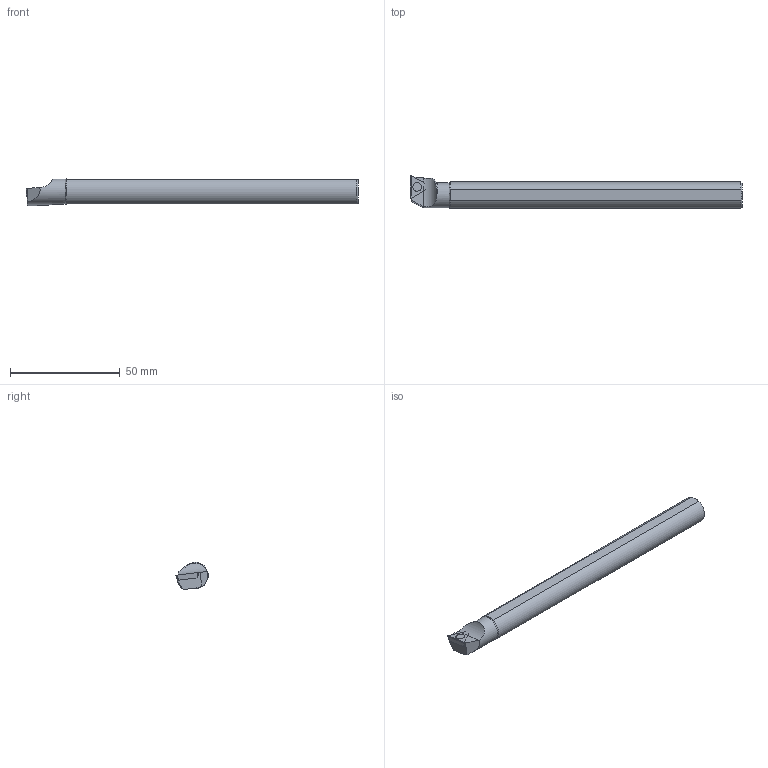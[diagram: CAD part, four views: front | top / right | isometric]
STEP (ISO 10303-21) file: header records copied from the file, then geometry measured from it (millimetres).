
FILE_DESCRIPTION(/* description */ (''),/* implementation_level */ '2;1');
FILE_NAME(/* name */ 'A12MSTFCL11_SIM.stp',/* time_stamp */ '2022-12-08T10:41:43+01:00',/* author */ (''),/* organization */ (''),/* preprocessor_version */ 'ST-DEVELOPER v18.102',/* originating_system */ 'SIEMENS PLM Software NX 2027',/* authorisation */ '');
FILE_SCHEMA (('AUTOMOTIVE_DESIGN { 1 0 10303 214 3 1 1 1 }'));
Length unit declared in the file: millimetre
Products named in the file (1): model1
Bounding box: 151.23 x 14.89 x 12.43 mm (x, y, z)
Volume: 16300.8 mm3; surface area: 5992.9 mm2
Topology: 2 solids, 2 shells, 36 faces, 88 edges, 56 vertices
Faces by surface type: plane 16, cylinder 11, cone 5, torus 4
Full cylindrical faces by diameter (mm): 2.8 x1, 4 x1, 11.4 x1
Entity records: 1085 total; most frequent: CARTESIAN_POINT 255, DIRECTION 164, ORIENTED_EDGE 160, EDGE_CURVE 80, AXIS2_PLACEMENT_3D 67, VERTEX_POINT 53, EDGE_LOOP 43, ADVANCED_FACE 36
